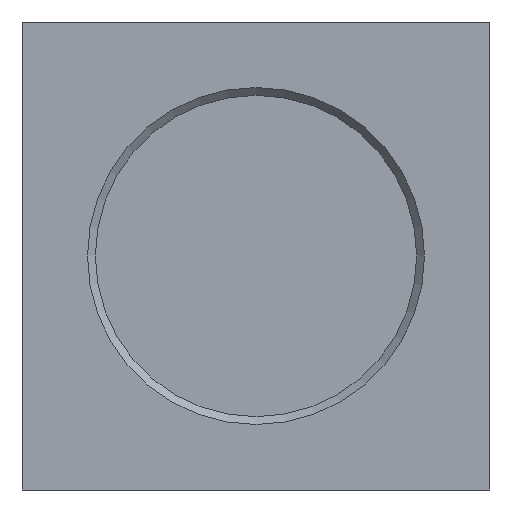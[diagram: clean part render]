
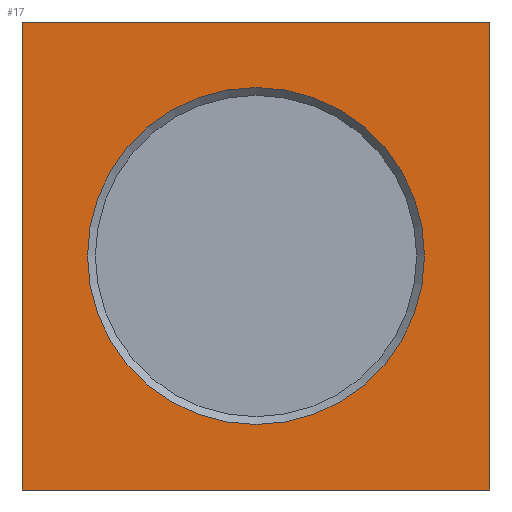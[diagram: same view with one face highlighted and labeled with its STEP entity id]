
A CAD part, front view. The second image highlights one B-rep face of the part: STEP entity #17.
In plain terms, the highlighted planar face has unit normal (0, -1, 0).
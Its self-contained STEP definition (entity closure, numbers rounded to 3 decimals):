
#17 = ADVANCED_FACE('',(#18,#58),#31,.F.);
#18 = FACE_BOUND('',#19,.F.);
#19 = EDGE_LOOP('',(#20));
#20 = ORIENTED_EDGE('',*,*,#21,.T.);
#21 = EDGE_CURVE('',#22,#22,#24,.T.);
#22 = VERTEX_POINT('',#23);
#23 = CARTESIAN_POINT('',(-10.68,-34.,0.));
#24 = SURFACE_CURVE('',#25,(#30,#46),.PCURVE_S1.);
#25 = CIRCLE('',#26,4.32);
#26 = AXIS2_PLACEMENT_3D('',#27,#28,#29);
#27 = CARTESIAN_POINT('',(-15.,-34.,0.));
#28 = DIRECTION('',(0.,-1.,0.));
#29 = DIRECTION('',(1.,0.,0.));
#30 = PCURVE('',#31,#36);
#31 = PLANE('',#32);
#32 = AXIS2_PLACEMENT_3D('',#33,#34,#35);
#33 = CARTESIAN_POINT('',(-15.,-34.,0.));
#34 = DIRECTION('',(0.,1.,0.));
#35 = DIRECTION('',(0.,0.,1.));
#36 = DEFINITIONAL_REPRESENTATION('',(#37),#45);
#37 = ( BOUNDED_CURVE() B_SPLINE_CURVE(2,(#38,#39,#40,#41,#42,#43,#44),
.UNSPECIFIED.,.T.,.F.) B_SPLINE_CURVE_WITH_KNOTS((1,2,2,2,2,1),(
    -2.094,0.,2.094,4.189,6.283,
8.378),.UNSPECIFIED.) CURVE() GEOMETRIC_REPRESENTATION_ITEM() 
RATIONAL_B_SPLINE_CURVE((1.,0.5,1.,0.5,1.,0.5,1.)) REPRESENTATION_ITEM(
  '') );
#38 = CARTESIAN_POINT('',(0.,4.32));
#39 = CARTESIAN_POINT('',(7.482,4.32));
#40 = CARTESIAN_POINT('',(3.741,-2.16));
#41 = CARTESIAN_POINT('',(0.,-8.64));
#42 = CARTESIAN_POINT('',(-3.741,-2.16));
#43 = CARTESIAN_POINT('',(-7.482,4.32));
#44 = CARTESIAN_POINT('',(0.,4.32));
#45 = ( GEOMETRIC_REPRESENTATION_CONTEXT(2) 
PARAMETRIC_REPRESENTATION_CONTEXT() REPRESENTATION_CONTEXT('2D SPACE',''
  ) );
#46 = PCURVE('',#47,#52);
#47 = CONICAL_SURFACE('',#48,4.12,0.785);
#48 = AXIS2_PLACEMENT_3D('',#49,#50,#51);
#49 = CARTESIAN_POINT('',(-15.,-33.8,0.));
#50 = DIRECTION('',(0.,-1.,0.));
#51 = DIRECTION('',(1.,0.,0.));
#52 = DEFINITIONAL_REPRESENTATION('',(#53),#57);
#53 = LINE('',#54,#55);
#54 = CARTESIAN_POINT('',(0.,0.2));
#55 = VECTOR('',#56,1.);
#56 = DIRECTION('',(1.,0.));
#57 = ( GEOMETRIC_REPRESENTATION_CONTEXT(2) 
PARAMETRIC_REPRESENTATION_CONTEXT() REPRESENTATION_CONTEXT('2D SPACE',''
  ) );
#58 = FACE_BOUND('',#59,.F.);
#59 = EDGE_LOOP('',(#60,#90,#118,#146));
#60 = ORIENTED_EDGE('',*,*,#61,.T.);
#61 = EDGE_CURVE('',#62,#64,#66,.T.);
#62 = VERTEX_POINT('',#63);
#63 = CARTESIAN_POINT('',(-21.,-34.,6.));
#64 = VERTEX_POINT('',#65);
#65 = CARTESIAN_POINT('',(-9.,-34.,6.));
#66 = SURFACE_CURVE('',#67,(#71,#78),.PCURVE_S1.);
#67 = LINE('',#68,#69);
#68 = CARTESIAN_POINT('',(-21.,-34.,6.));
#69 = VECTOR('',#70,1.);
#70 = DIRECTION('',(1.,0.,0.));
#71 = PCURVE('',#31,#72);
#72 = DEFINITIONAL_REPRESENTATION('',(#73),#77);
#73 = LINE('',#74,#75);
#74 = CARTESIAN_POINT('',(6.,-6.));
#75 = VECTOR('',#76,1.);
#76 = DIRECTION('',(0.,1.));
#77 = ( GEOMETRIC_REPRESENTATION_CONTEXT(2) 
PARAMETRIC_REPRESENTATION_CONTEXT() REPRESENTATION_CONTEXT('2D SPACE',''
  ) );
#78 = PCURVE('',#79,#84);
#79 = PLANE('',#80);
#80 = AXIS2_PLACEMENT_3D('',#81,#82,#83);
#81 = CARTESIAN_POINT('',(-21.,0.,6.));
#82 = DIRECTION('',(0.,0.,1.));
#83 = DIRECTION('',(1.,0.,0.));
#84 = DEFINITIONAL_REPRESENTATION('',(#85),#89);
#85 = LINE('',#86,#87);
#86 = CARTESIAN_POINT('',(0.,-34.));
#87 = VECTOR('',#88,1.);
#88 = DIRECTION('',(1.,0.));
#89 = ( GEOMETRIC_REPRESENTATION_CONTEXT(2) 
PARAMETRIC_REPRESENTATION_CONTEXT() REPRESENTATION_CONTEXT('2D SPACE',''
  ) );
#90 = ORIENTED_EDGE('',*,*,#91,.T.);
#91 = EDGE_CURVE('',#64,#92,#94,.T.);
#92 = VERTEX_POINT('',#93);
#93 = CARTESIAN_POINT('',(-9.,-34.,-6.));
#94 = SURFACE_CURVE('',#95,(#99,#106),.PCURVE_S1.);
#95 = LINE('',#96,#97);
#96 = CARTESIAN_POINT('',(-9.,-34.,6.));
#97 = VECTOR('',#98,1.);
#98 = DIRECTION('',(0.,0.,-1.));
#99 = PCURVE('',#31,#100);
#100 = DEFINITIONAL_REPRESENTATION('',(#101),#105);
#101 = LINE('',#102,#103);
#102 = CARTESIAN_POINT('',(6.,6.));
#103 = VECTOR('',#104,1.);
#104 = DIRECTION('',(-1.,0.));
#105 = ( GEOMETRIC_REPRESENTATION_CONTEXT(2) 
PARAMETRIC_REPRESENTATION_CONTEXT() REPRESENTATION_CONTEXT('2D SPACE',''
  ) );
#106 = PCURVE('',#107,#112);
#107 = PLANE('',#108);
#108 = AXIS2_PLACEMENT_3D('',#109,#110,#111);
#109 = CARTESIAN_POINT('',(-9.,0.,6.));
#110 = DIRECTION('',(1.,0.,0.));
#111 = DIRECTION('',(0.,0.,-1.));
#112 = DEFINITIONAL_REPRESENTATION('',(#113),#117);
#113 = LINE('',#114,#115);
#114 = CARTESIAN_POINT('',(0.,-34.));
#115 = VECTOR('',#116,1.);
#116 = DIRECTION('',(1.,0.));
#117 = ( GEOMETRIC_REPRESENTATION_CONTEXT(2) 
PARAMETRIC_REPRESENTATION_CONTEXT() REPRESENTATION_CONTEXT('2D SPACE',''
  ) );
#118 = ORIENTED_EDGE('',*,*,#119,.T.);
#119 = EDGE_CURVE('',#92,#120,#122,.T.);
#120 = VERTEX_POINT('',#121);
#121 = CARTESIAN_POINT('',(-21.,-34.,-6.));
#122 = SURFACE_CURVE('',#123,(#127,#134),.PCURVE_S1.);
#123 = LINE('',#124,#125);
#124 = CARTESIAN_POINT('',(-9.,-34.,-6.));
#125 = VECTOR('',#126,1.);
#126 = DIRECTION('',(-1.,0.,0.));
#127 = PCURVE('',#31,#128);
#128 = DEFINITIONAL_REPRESENTATION('',(#129),#133);
#129 = LINE('',#130,#131);
#130 = CARTESIAN_POINT('',(-6.,6.));
#131 = VECTOR('',#132,1.);
#132 = DIRECTION('',(0.,-1.));
#133 = ( GEOMETRIC_REPRESENTATION_CONTEXT(2) 
PARAMETRIC_REPRESENTATION_CONTEXT() REPRESENTATION_CONTEXT('2D SPACE',''
  ) );
#134 = PCURVE('',#135,#140);
#135 = PLANE('',#136);
#136 = AXIS2_PLACEMENT_3D('',#137,#138,#139);
#137 = CARTESIAN_POINT('',(-9.,0.,-6.));
#138 = DIRECTION('',(0.,0.,-1.));
#139 = DIRECTION('',(-1.,0.,0.));
#140 = DEFINITIONAL_REPRESENTATION('',(#141),#145);
#141 = LINE('',#142,#143);
#142 = CARTESIAN_POINT('',(0.,-34.));
#143 = VECTOR('',#144,1.);
#144 = DIRECTION('',(1.,0.));
#145 = ( GEOMETRIC_REPRESENTATION_CONTEXT(2) 
PARAMETRIC_REPRESENTATION_CONTEXT() REPRESENTATION_CONTEXT('2D SPACE',''
  ) );
#146 = ORIENTED_EDGE('',*,*,#147,.T.);
#147 = EDGE_CURVE('',#120,#62,#148,.T.);
#148 = SURFACE_CURVE('',#149,(#153,#160),.PCURVE_S1.);
#149 = LINE('',#150,#151);
#150 = CARTESIAN_POINT('',(-21.,-34.,-6.));
#151 = VECTOR('',#152,1.);
#152 = DIRECTION('',(0.,0.,1.));
#153 = PCURVE('',#31,#154);
#154 = DEFINITIONAL_REPRESENTATION('',(#155),#159);
#155 = LINE('',#156,#157);
#156 = CARTESIAN_POINT('',(-6.,-6.));
#157 = VECTOR('',#158,1.);
#158 = DIRECTION('',(1.,0.));
#159 = ( GEOMETRIC_REPRESENTATION_CONTEXT(2) 
PARAMETRIC_REPRESENTATION_CONTEXT() REPRESENTATION_CONTEXT('2D SPACE',''
  ) );
#160 = PCURVE('',#161,#166);
#161 = PLANE('',#162);
#162 = AXIS2_PLACEMENT_3D('',#163,#164,#165);
#163 = CARTESIAN_POINT('',(-21.,0.,-6.));
#164 = DIRECTION('',(-1.,0.,0.));
#165 = DIRECTION('',(0.,0.,1.));
#166 = DEFINITIONAL_REPRESENTATION('',(#167),#171);
#167 = LINE('',#168,#169);
#168 = CARTESIAN_POINT('',(0.,-34.));
#169 = VECTOR('',#170,1.);
#170 = DIRECTION('',(1.,0.));
#171 = ( GEOMETRIC_REPRESENTATION_CONTEXT(2) 
PARAMETRIC_REPRESENTATION_CONTEXT() REPRESENTATION_CONTEXT('2D SPACE',''
  ) );
